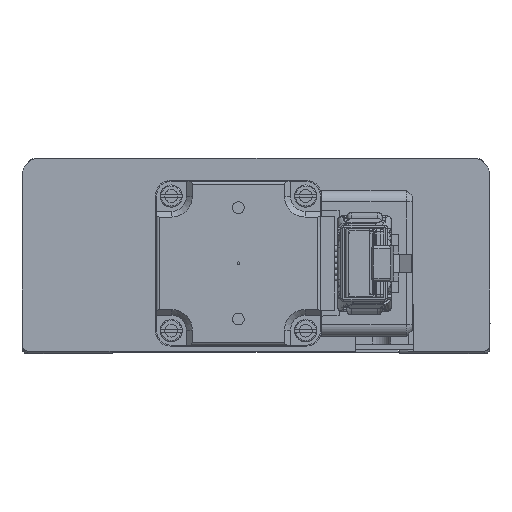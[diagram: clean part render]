
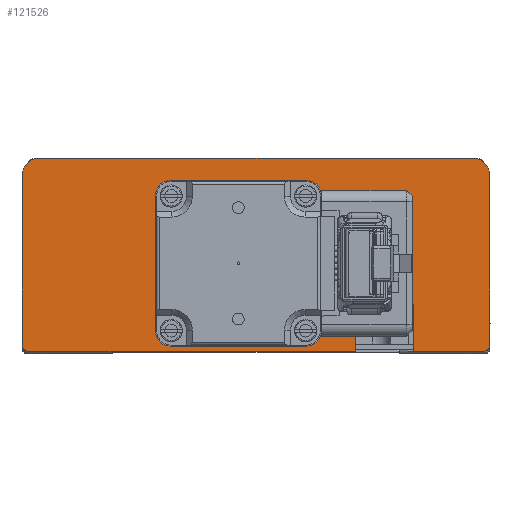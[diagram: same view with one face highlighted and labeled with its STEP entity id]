
A CAD part, front view. The second image highlights one B-rep face of the part: STEP entity #121526.
In plain terms, the highlighted face is planar.
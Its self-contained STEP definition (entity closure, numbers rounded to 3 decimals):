
#4926=LINE('',#218665,#18880);
#4929=LINE('',#218671,#18883);
#4932=LINE('',#218677,#18886);
#5028=LINE('',#218874,#18982);
#5030=LINE('',#218878,#18984);
#5031=LINE('',#218880,#18985);
#5038=LINE('',#218894,#18992);
#5065=LINE('',#218947,#19019);
#18880=VECTOR('',#172168,1000.);
#18883=VECTOR('',#172173,1000.);
#18886=VECTOR('',#172178,1000.);
#18982=VECTOR('',#172352,1000.);
#18984=VECTOR('',#172358,1000.);
#18985=VECTOR('',#172361,1000.);
#18992=VECTOR('',#172378,1000.);
#19019=VECTOR('',#172437,1000.);
#38951=ORIENTED_EDGE('',*,*,#71532,.F.);
#38952=ORIENTED_EDGE('',*,*,#71529,.T.);
#38953=ORIENTED_EDGE('',*,*,#71526,.F.);
#38954=ORIENTED_EDGE('',*,*,#71643,.F.);
#38955=ORIENTED_EDGE('',*,*,#71463,.T.);
#38956=ORIENTED_EDGE('',*,*,#71642,.F.);
#38957=ORIENTED_EDGE('',*,*,#71565,.T.);
#38958=ORIENTED_EDGE('',*,*,#71650,.F.);
#38959=ORIENTED_EDGE('',*,*,#71577,.T.);
#38960=ORIENTED_EDGE('',*,*,#71640,.F.);
#38961=ORIENTED_EDGE('',*,*,#71459,.T.);
#38962=ORIENTED_EDGE('',*,*,#71681,.F.);
#71459=EDGE_CURVE('',#102986,#102985,#86827,.T.);
#71463=EDGE_CURVE('',#102990,#102989,#86829,.T.);
#71526=EDGE_CURVE('',#103052,#103053,#4926,.T.);
#71529=EDGE_CURVE('',#103055,#103053,#4929,.T.);
#71532=EDGE_CURVE('',#103055,#103057,#4932,.T.);
#71565=EDGE_CURVE('',#103084,#103083,#86851,.T.);
#71577=EDGE_CURVE('',#103096,#103095,#86857,.T.);
#71640=EDGE_CURVE('',#102986,#103095,#5028,.T.);
#71642=EDGE_CURVE('',#103084,#102989,#5030,.T.);
#71643=EDGE_CURVE('',#102990,#103052,#5031,.T.);
#71650=EDGE_CURVE('',#103096,#103083,#5038,.T.);
#71681=EDGE_CURVE('',#103057,#102985,#5065,.T.);
#86827=CIRCLE('',#159361,1.);
#86829=CIRCLE('',#159364,1.);
#86851=CIRCLE('',#159406,3.);
#86857=CIRCLE('',#159415,3.);
#90199=EDGE_LOOP('',(#38951,#38952,#38953,#38954,#38955,#38956,#38957,#38958,
#38959,#38960,#38961,#38962));
#96909=PLANE('',#159490);
#102985=VERTEX_POINT('',#218507);
#102986=VERTEX_POINT('',#218509);
#102989=VERTEX_POINT('',#218516);
#102990=VERTEX_POINT('',#218518);
#103052=VERTEX_POINT('',#218664);
#103053=VERTEX_POINT('',#218666);
#103055=VERTEX_POINT('',#218672);
#103057=VERTEX_POINT('',#218678);
#103083=VERTEX_POINT('',#218742);
#103084=VERTEX_POINT('',#218744);
#103095=VERTEX_POINT('',#218769);
#103096=VERTEX_POINT('',#218771);
#114255=FACE_BOUND('',#90199,.T.);
#121526=ADVANCED_FACE('',(#114255),#96909,.F.);
#159361=AXIS2_PLACEMENT_3D('',#218508,#172054,#172055);
#159364=AXIS2_PLACEMENT_3D('',#218517,#172062,#172063);
#159406=AXIS2_PLACEMENT_3D('',#218743,#172224,#172225);
#159415=AXIS2_PLACEMENT_3D('',#218770,#172248,#172249);
#159490=AXIS2_PLACEMENT_3D('',#219040,#172533,#172534);
#172054=DIRECTION('',(0.,0.,1.));
#172055=DIRECTION('',(-1.,0.,0.));
#172062=DIRECTION('',(0.,0.,1.));
#172063=DIRECTION('',(-1.,0.,0.));
#172168=DIRECTION('',(0.,1.,0.));
#172173=DIRECTION('',(1.,0.,0.));
#172178=DIRECTION('',(0.,-1.,0.));
#172224=DIRECTION('',(0.,0.,1.));
#172225=DIRECTION('',(-1.,0.,0.));
#172248=DIRECTION('',(0.,0.,1.));
#172249=DIRECTION('',(-1.,0.,0.));
#172352=DIRECTION('',(0.,1.,0.));
#172358=DIRECTION('',(0.,-1.,0.));
#172361=DIRECTION('',(-1.,0.,0.));
#172378=DIRECTION('',(1.,0.,0.));
#172437=DIRECTION('',(-1.,0.,0.));
#172533=DIRECTION('',(0.,0.,-1.));
#172534=DIRECTION('',(-1.,0.,0.));
#218507=CARTESIAN_POINT('',(-39.,0.5,228.));
#218508=CARTESIAN_POINT('',(-39.,1.5,228.));
#218509=CARTESIAN_POINT('',(-40.,1.5,228.));
#218516=CARTESIAN_POINT('',(40.,1.5,228.));
#218517=CARTESIAN_POINT('',(39.,1.5,228.));
#218518=CARTESIAN_POINT('',(39.,0.5,228.));
#218664=CARTESIAN_POINT('',(27.,0.5,228.));
#218665=CARTESIAN_POINT('',(27.,0.5,228.));
#218666=CARTESIAN_POINT('',(27.,8.5,228.));
#218671=CARTESIAN_POINT('',(21.584,8.5,228.));
#218672=CARTESIAN_POINT('',(17.,8.5,228.));
#218677=CARTESIAN_POINT('',(17.,0.5,228.));
#218678=CARTESIAN_POINT('',(17.,0.5,228.));
#218742=CARTESIAN_POINT('',(37.,33.5,228.));
#218743=CARTESIAN_POINT('',(37.,30.5,228.));
#218744=CARTESIAN_POINT('',(40.,30.5,228.));
#218769=CARTESIAN_POINT('',(-40.,30.5,228.));
#218770=CARTESIAN_POINT('',(-37.,30.5,228.));
#218771=CARTESIAN_POINT('',(-37.,33.5,228.));
#218874=CARTESIAN_POINT('',(-40.,0.5,228.));
#218878=CARTESIAN_POINT('',(40.,0.5,228.));
#218880=CARTESIAN_POINT('',(-40.,0.5,228.));
#218894=CARTESIAN_POINT('',(-40.,33.5,228.));
#218947=CARTESIAN_POINT('',(-40.,0.5,228.));
#219040=CARTESIAN_POINT('',(-40.,0.5,228.));
